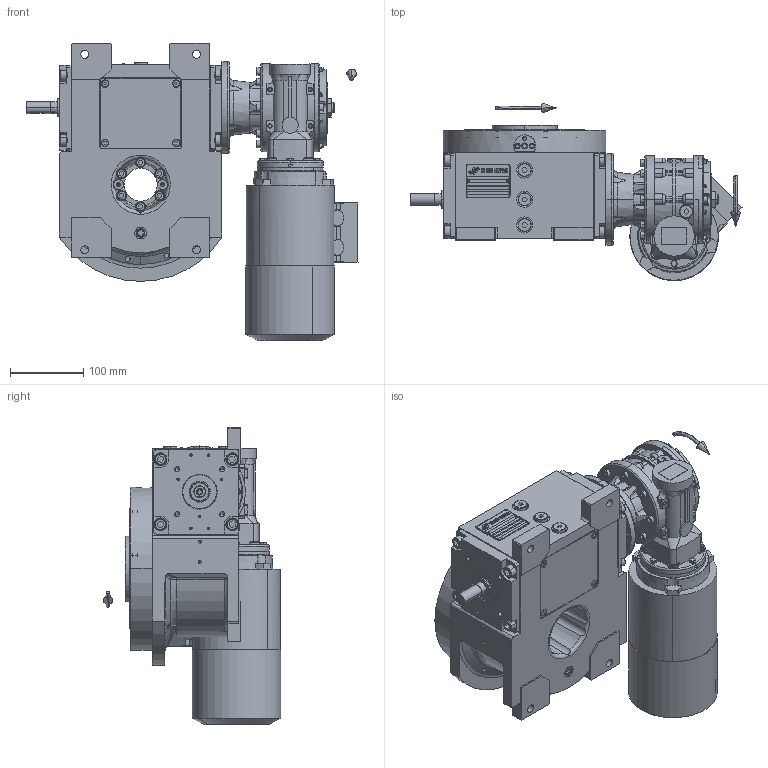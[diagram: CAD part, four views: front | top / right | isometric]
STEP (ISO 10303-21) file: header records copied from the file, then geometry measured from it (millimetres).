
FILE_DESCRIPTION (( 'STEP AP203' ), '1' );
FILE_NAME ('PC5200608.step', '2024-09-10T11:55:47', ( '' ), ( '' ), 'SwSTEP 2.0', 'SolidWorks 2020', '' );
FILE_SCHEMA (( 'CONFIG_CONTROL_DESIGN' ));
Length unit declared in the file: millimetre
Products named in the file (81): CFN2104_02_017.stp; cfn2104_01_016; cfn2115_02_165; cfn2000_01_103; cfn2000_01_126; rig06_071_08_m_asm.stp; cfn2107_01_001; AS_rig06_071_8_m; CFN2356_03_047.stp; rig06_017; freccia_angolare; CFN2203_02_001.stp; cfn2158_01_011; cfn2003_01_054; cfn2000_01_124; cfn2128_04_004; RIG06_005_ASM.stp; cfn2205_01_013; RIG06_021_AF0.stp; olio_agip_blasia_150; cfn2115_01_005; AS_rig06_016; AS_cfn2476_01_002_60x46; cfn2000_01_161; CFN2010_01_012.stp; cfn2151_01_290; rig06_004; cfn2151_01_109; cfn2077_01_018; BM63B14; cfn2155_01_303; cfn2276_01_074; freccia_angolare_albero; AS_900_38_30_003; cfn2155_01_056; rig06_007_master; AS_rig06_004; RMI50_F1_LCB_SX_63B14; cfn2476_01_002_60x46; 900_38_30_003 ...
Assembly tree (73 placements, depth 5):
  cfn2115_02_165
  CFN2356_03_047.stp
  CFN2203_02_001.stp
  cfn2205_01_013
  olio_agip_blasia_150
Bounding box: 453.13 x 241.99 x 405.99 mm (x, y, z)
Volume: 6009055.6 mm3; surface area: 1084275.1 mm2
Topology: 64 solids, 64 shells, 3588 faces, 9094 edges, 5808 vertices
Faces by surface type: plane 1616, cylinder 1226, cone 549, torus 171, bspline 20, sphere 6
Entity records: 126541 total; most frequent: CARTESIAN_POINT 34110, DIRECTION 17684, ORIENTED_EDGE 17400, EDGE_CURVE 8700, AXIS2_PLACEMENT_3D 6437, VERTEX_POINT 5627, LINE 4810, VECTOR 4810
